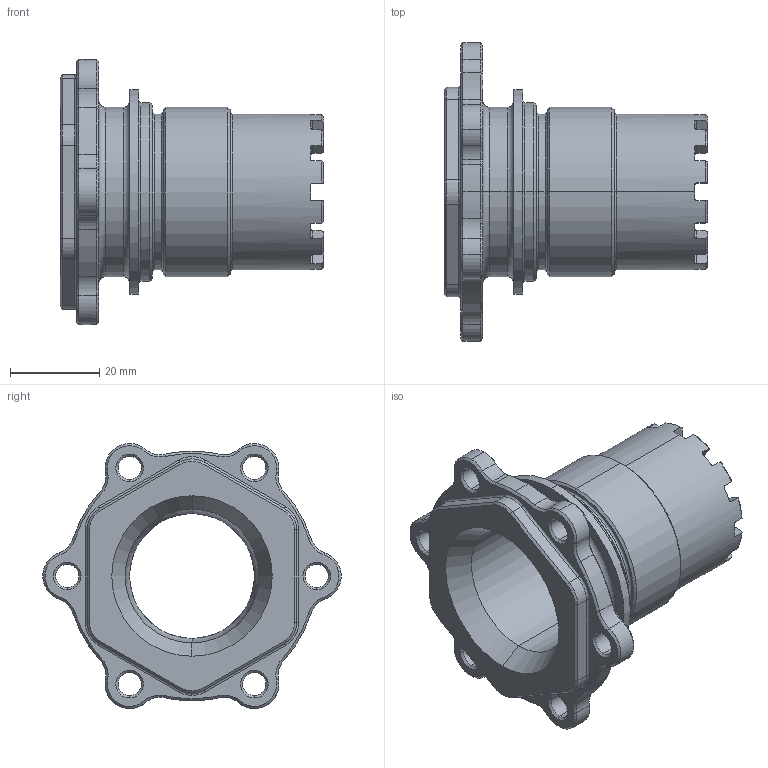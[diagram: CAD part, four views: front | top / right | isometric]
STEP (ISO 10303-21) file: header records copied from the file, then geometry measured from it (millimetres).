
FILE_DESCRIPTION (( 'STEP AP203' ), '1' );
FILE_NAME ('TA00-12-02-0004膝关节电机关节轴.step', '2025-06-04T07:57:21', ( '' ), ( 'HP' ), 'SwSTEP 2.0', 'SolidWorks 2023', '' );
FILE_SCHEMA (( 'CONFIG_CONTROL_DESIGN' ));
Length unit declared in the file: millimetre
Products named in the file (1): TA00-12-02-0004膝关节电机关节轴
Bounding box: 59.2 x 66.96 x 59.5 mm (x, y, z)
Volume: 33300.6 mm3; surface area: 17995.3 mm2
Topology: 1 solids, 1 shells, 304 faces, 761 edges, 465 vertices
Faces by surface type: cone 121, cylinder 94, plane 68, torus 21
Entity records: 9354 total; most frequent: CARTESIAN_POINT 1915, DIRECTION 1623, ORIENTED_EDGE 1522, EDGE_CURVE 761, AXIS2_PLACEMENT_3D 653, VERTEX_POINT 465, CIRCLE 348, EDGE_LOOP 324
